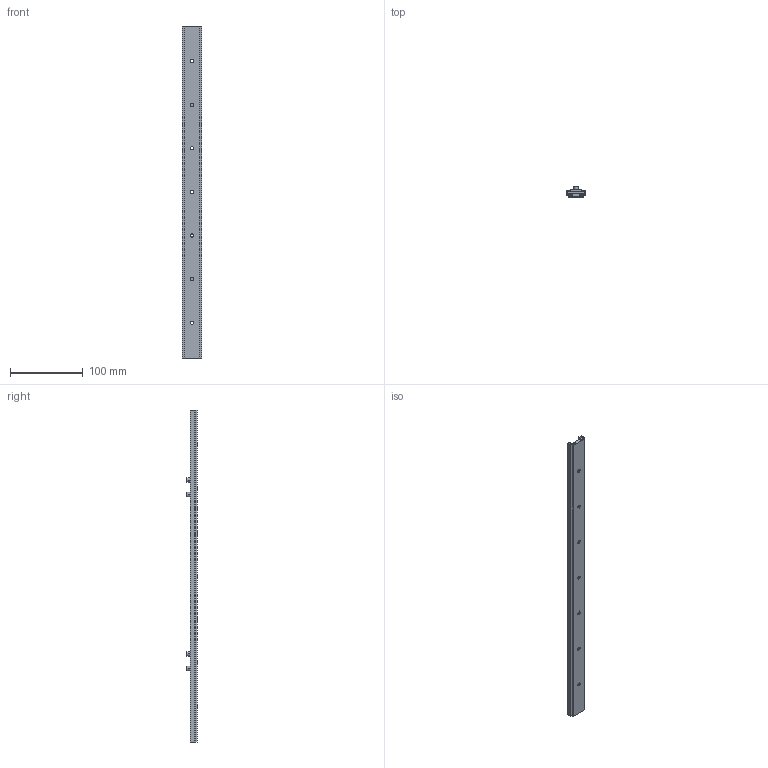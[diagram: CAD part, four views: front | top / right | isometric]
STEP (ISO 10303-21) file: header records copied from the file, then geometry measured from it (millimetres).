
FILE_DESCRIPTION((''),'2;1');
FILE_NAME('Drylin_N27_Assy.stp','2007-01-12T20:00:41',('uidk0133'),(''),'Autodesk Inventor (R) 6.0','Autodesk Inventor (R) 6.0','');
FILE_SCHEMA(('AUTOMOTIVE_DESIGN { 1 0 10303 214 1 1 1 1 }'));
Length unit declared in the file: millimetre
Products named in the file (3): Drylin_N27_Assy; DryLin_N27_Rail; Drylin_N27_Slide
Assembly tree (3 placements, depth 2):
  Drylin_N27_Assy
    DryLin_N27_Rail
    Drylin_N27_Slide  x2
Bounding box: 27 x 13.85 x 457.2 mm (x, y, z)
Volume: 53710.6 mm3; surface area: 61466.5 mm2
Topology: 3 solids, 3 shells, 99 faces, 240 edges, 160 vertices
Faces by surface type: plane 46, bspline 45, cylinder 8
Entity records: 2871 total; most frequent: CARTESIAN_POINT 972, ORIENTED_EDGE 384, DIRECTION 352, EDGE_CURVE 192, VERTEX_POINT 128, VECTOR 120, LINE 120, AXIS2_PLACEMENT_3D 116
